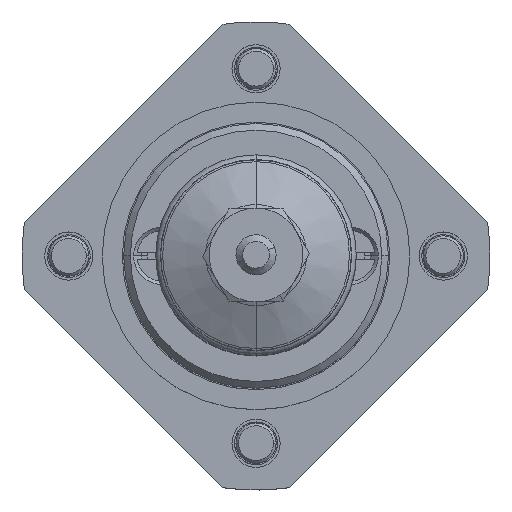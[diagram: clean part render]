
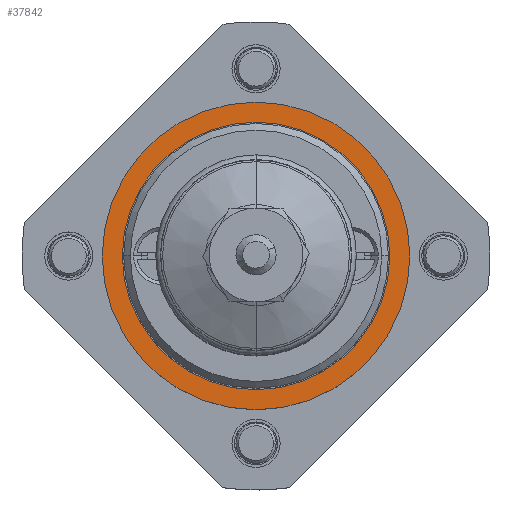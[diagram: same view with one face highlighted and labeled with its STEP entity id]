
A CAD part, top view. The second image highlights one B-rep face of the part: STEP entity #37842.
In plain terms, the highlighted planar face has unit normal (0, 0, 1).
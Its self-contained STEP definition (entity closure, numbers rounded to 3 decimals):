
#12137 = CARTESIAN_POINT ( 'NONE',  ( -9.98, 0., 5.5 ) ) ;
#12138 = CARTESIAN_POINT ( 'NONE',  ( 9.98, 0., 5.5 ) ) ;
#12139 = DIRECTION ( 'NONE',  ( 1., 0., 0. ) ) ;
#12140 = DIRECTION ( 'NONE',  ( 0., 0., 1. ) ) ;
#12141 = CARTESIAN_POINT ( 'NONE',  ( 0., 0., 5.5 ) ) ;
#12142 = AXIS2_PLACEMENT_3D ( 'NONE', #12141, #12140, #12139 ) ;
#12148 = CIRCLE ( 'NONE', #12142, 9.98 ) ;
#12501 = CARTESIAN_POINT ( 'NONE',  ( 11.5, 0., 5.5 ) ) ;
#12502 = CARTESIAN_POINT ( 'NONE',  ( -11.5, 0., 5.5 ) ) ;
#12503 = DIRECTION ( 'NONE',  ( -1., 0., 0. ) ) ;
#12504 = DIRECTION ( 'NONE',  ( 0., 0., -1. ) ) ;
#12505 = CARTESIAN_POINT ( 'NONE',  ( 0., 0., 5.5 ) ) ;
#12506 = AXIS2_PLACEMENT_3D ( 'NONE', #12505, #12504, #12503 ) ;
#12511 = CIRCLE ( 'NONE', #12506, 11.5 ) ;
#13039 = DIRECTION ( 'NONE',  ( -1., 0., 0. ) ) ;
#13040 = DIRECTION ( 'NONE',  ( 0., 0., -1. ) ) ;
#13041 = CARTESIAN_POINT ( 'NONE',  ( 0., 11.5, 5.5 ) ) ;
#13042 = AXIS2_PLACEMENT_3D ( 'NONE', #13041, #13040, #13039 ) ;
#13045 = PLANE ( 'NONE',  #13042 ) ;
#13060 = FACE_BOUND ( 'NONE', #37896, .T. ) ;
#13061 = FACE_OUTER_BOUND ( 'NONE', #37843, .T. ) ;
#13266 = CARTESIAN_POINT ( 'NONE',  ( 0., 0., 5.5 ) ) ;
#13267 = CIRCLE ( 'NONE', #13321, 9.98 ) ;
#13269 = DIRECTION ( 'NONE',  ( -1., 0., 0. ) ) ;
#13270 = DIRECTION ( 'NONE',  ( 0., 0., -1. ) ) ;
#13271 = CARTESIAN_POINT ( 'NONE',  ( 0., 0., 5.5 ) ) ;
#13272 = AXIS2_PLACEMENT_3D ( 'NONE', #13271, #13270, #13269 ) ;
#13273 = CIRCLE ( 'NONE', #13272, 11.5 ) ;
#13319 = DIRECTION ( 'NONE',  ( 1., 0., 0. ) ) ;
#13320 = DIRECTION ( 'NONE',  ( 0., 0., 1. ) ) ;
#13321 = AXIS2_PLACEMENT_3D ( 'NONE', #13266, #13320, #13319 ) ;
#37535 = EDGE_CURVE ( 'NONE', #37536, #37537, #12148, .T. ) ;
#37536 = VERTEX_POINT ( 'NONE', #12138 ) ;
#37537 = VERTEX_POINT ( 'NONE', #12137 ) ;
#37652 = EDGE_CURVE ( 'NONE', #37653, #37654, #12511, .T. ) ;
#37653 = VERTEX_POINT ( 'NONE', #12502 ) ;
#37654 = VERTEX_POINT ( 'NONE', #12501 ) ;
#37842 = ADVANCED_FACE ( 'NONE', ( #13061, #13060 ), #13045, .F. ) ;
#37843 = EDGE_LOOP ( 'NONE', ( #37844, #37894 ) ) ;
#37844 = ORIENTED_EDGE ( 'NONE', *, *, #37652, .F. ) ;
#37894 = ORIENTED_EDGE ( 'NONE', *, *, #37895, .F. ) ;
#37895 = EDGE_CURVE ( 'NONE', #37654, #37653, #13273, .T. ) ;
#37896 = EDGE_LOOP ( 'NONE', ( #37897, #37898 ) ) ;
#37897 = ORIENTED_EDGE ( 'NONE', *, *, #37535, .F. ) ;
#37898 = ORIENTED_EDGE ( 'NONE', *, *, #37899, .F. ) ;
#37899 = EDGE_CURVE ( 'NONE', #37537, #37536, #13267, .T. ) ;
